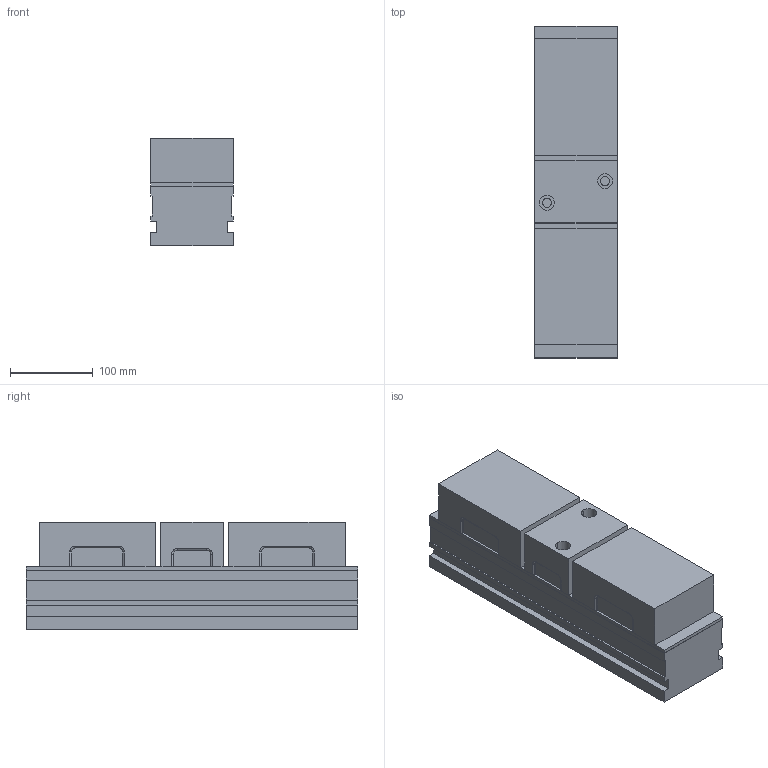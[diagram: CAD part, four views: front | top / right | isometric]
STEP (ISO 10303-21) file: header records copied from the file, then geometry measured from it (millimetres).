
FILE_DESCRIPTION (( 'STEP AP203' ), '1' );
FILE_NAME ('1040.STEP', '2025-03-15T09:49:51', ( '微软用户' ), ( '微软中国' ), 'SwSTEP 2.0', 'SolidWorks 2016', '' );
FILE_SCHEMA (( 'CONFIG_CONTROL_DESIGN' ));
Length unit declared in the file: millimetre
Products named in the file (8): 7_5; 6_5; Assem1_4; Assem3_2; Assem2_4; 1040; 2_5; 4_5
Assembly tree (8 placements, depth 3):
  1040
    7_5
    Assem2_4
      2_5
    Assem1_4  x2
      4_5
    Assem3_2
      6_5
Bounding box: 100 x 400 x 130 mm (x, y, z)
Volume: 4767303.6 mm3; surface area: 389642.4 mm2
Topology: 5 solids, 5 shells, 130 faces, 330 edges, 212 vertices
Faces by surface type: plane 80, cylinder 38, bspline 12
Entity records: 4050 total; most frequent: CARTESIAN_POINT 688, DIRECTION 524, ORIENTED_EDGE 520, EDGE_CURVE 260, VECTOR 196, LINE 196, VERTEX_POINT 168, AXIS2_PLACEMENT_3D 164
